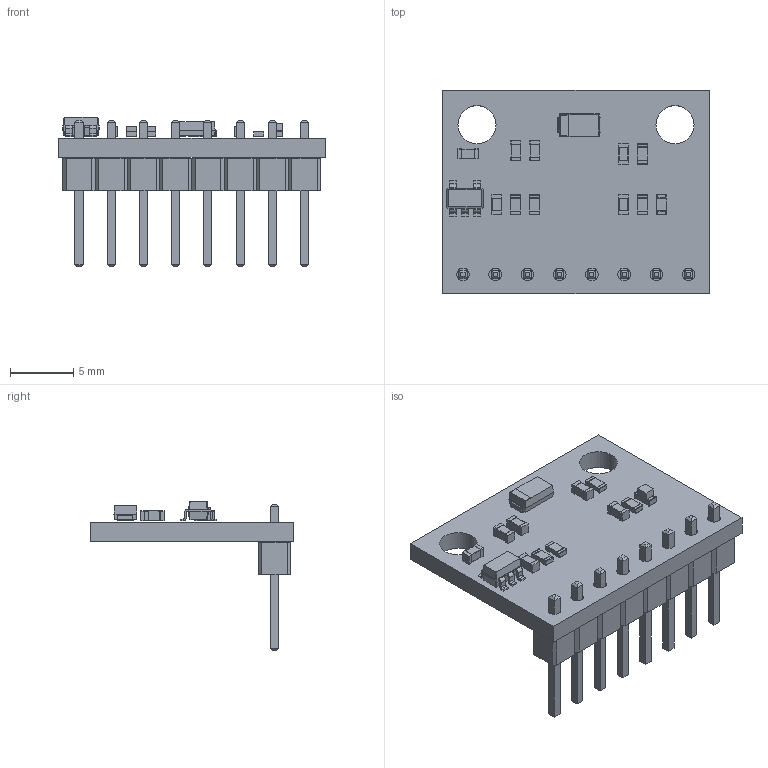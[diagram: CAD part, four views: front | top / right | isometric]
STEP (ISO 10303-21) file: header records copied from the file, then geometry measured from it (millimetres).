
FILE_DESCRIPTION(('KiCad electronic assembly'),'2;1');
FILE_NAME('AccelSensor.step','2024-11-10T18:02:04',('Pcbnew'),('Kicad'), 'Open CASCADE STEP processor 7.8','KiCad to STEP converter','Unknown' );
FILE_SCHEMA(('AUTOMOTIVE_DESIGN { 1 0 10303 214 1 1 1 1 }'));
Length unit declared in the file: millimetre
Products named in the file (8): AccelSensor 1; R_0603_1608Metric; C_0603_1608Metric; SOT-23-5; CP_EIA-3216-10_Kemet-I; LED_0603_1608Metric; PinHeader_1x08_P2.54mm_Vertical; AccelSensor_PCB
Assembly tree (15 placements, depth 2):
  AccelSensor 1
    R_0603_1608Metric  x4
    C_0603_1608Metric  x6
    SOT-23-5
    CP_EIA-3216-10_Kemet-I
    LED_0603_1608Metric
    PinHeader_1x08_P2.54mm_Vertical
    AccelSensor_PCB
Bounding box: 21 x 16 x 11.77 mm (x, y, z)
Volume: 655.8 mm3; surface area: 1329.1 mm2
Topology: 15 solids, 15 shells, 683 faces, 1730 edges, 1108 vertices
Faces by surface type: plane 500, cylinder 146, bspline 37
Full cylindrical faces by diameter (mm): 1 x8, 3 x2
Entity records: 16907 total; most frequent: CARTESIAN_POINT 2560, ORIENTED_EDGE 2332, DIRECTION 2124, EDGE_CURVE 1166, LINE 988, VECTOR 988, VERTEX_POINT 736, AXIS2_PLACEMENT_3D 568
